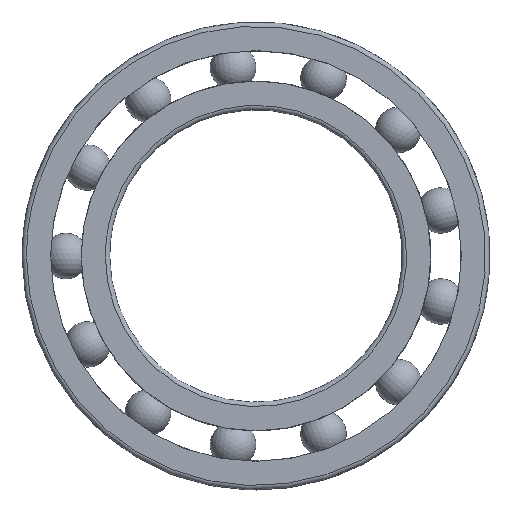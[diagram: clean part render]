
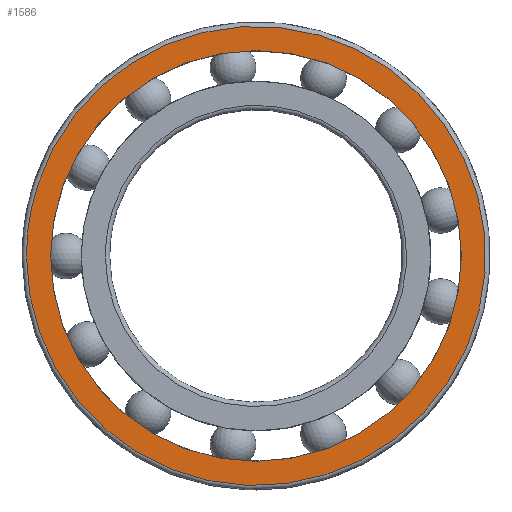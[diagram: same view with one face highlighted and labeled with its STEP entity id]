
A CAD part, top view. The second image highlights one B-rep face of the part: STEP entity #1586.
In plain terms, the highlighted face is planar.
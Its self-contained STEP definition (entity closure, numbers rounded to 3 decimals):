
#1519=CARTESIAN_POINT('',(0.,15.7,0.));
#1520=VERTEX_POINT('',#1519);
#1521=CARTESIAN_POINT('',(0.,14.932,4.852));
#1522=VERTEX_POINT('',#1521);
#1523=CARTESIAN_POINT('',(0.,0.,0.));
#1524=DIRECTION('',(0.,1.,0.));
#1525=DIRECTION('',(1.,0.,0.));
#1526=AXIS2_PLACEMENT_3D('',#1523,#1525,#1524);
#1527=CIRCLE('',#1526,15.7);
#1528=EDGE_CURVE('',#1520,#1522,#1527,.T.);
#1556=CARTESIAN_POINT('',(0.,0.,0.));
#1557=DIRECTION('',(0.,0.951,0.309));
#1558=DIRECTION('',(1.,0.,0.));
#1559=AXIS2_PLACEMENT_3D('',#1556,#1558,#1557);
#1560=CIRCLE('',#1559,15.7);
#1561=EDGE_CURVE('',#1522,#1520,#1560,.T.);
#1566=CARTESIAN_POINT('',(0.,0.,0.));
#1567=DIRECTION('',(0.,0.,1.));
#1568=DIRECTION('',(-1.,0.,0.));
#1569=AXIS2_PLACEMENT_3D('',#1566,#1568,#1567);
#1570=PLANE('',#1569);
#1571=ORIENTED_EDGE('',*,*,#1561,.F.);
#1572=ORIENTED_EDGE('',*,*,#1528,.F.);
#1573=EDGE_LOOP('',(#1571,#1572));
#1574=FACE_OUTER_BOUND('',#1573,.T.);
#1575=CARTESIAN_POINT('',(0.,14.044,0.));
#1576=VERTEX_POINT('',#1575);
#1577=CARTESIAN_POINT('',(0.,0.,0.));
#1578=DIRECTION('',(0.,1.,0.));
#1579=DIRECTION('',(1.,0.,0.));
#1580=AXIS2_PLACEMENT_3D('',#1577,#1579,#1578);
#1581=CIRCLE('',#1580,14.044);
#1582=EDGE_CURVE('',#1576,#1576,#1581,.T.);
#1583=ORIENTED_EDGE('E144',*,*,#1582,.T.);
#1584=EDGE_LOOP('',(#1583));
#1585=FACE_BOUND('',#1584,.T.);
#1586=ADVANCED_FACE('F50',(#1574,#1585),#1570,.T.);
